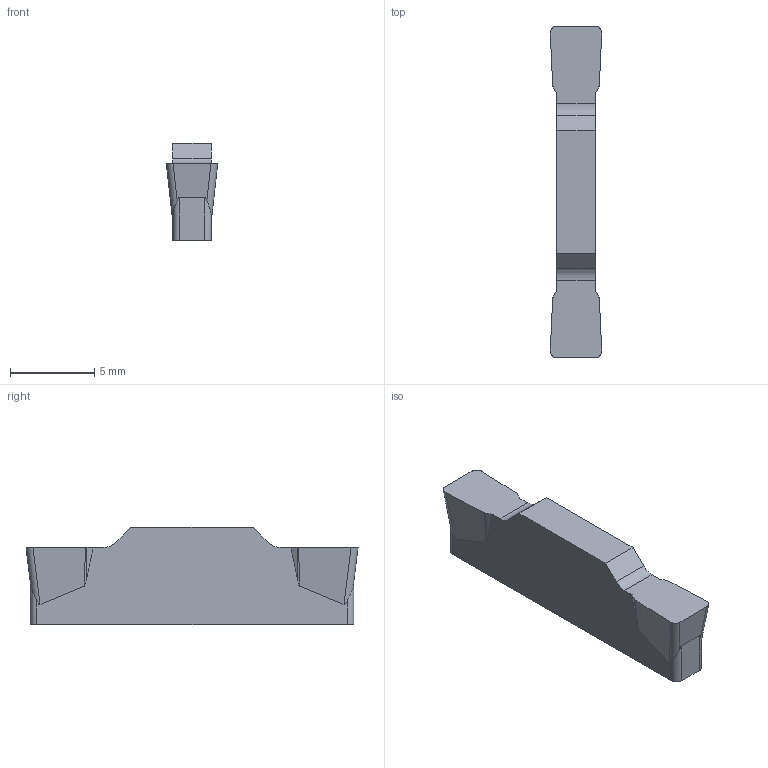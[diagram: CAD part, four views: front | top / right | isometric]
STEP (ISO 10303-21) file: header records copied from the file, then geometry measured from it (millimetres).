
FILE_DESCRIPTION(/* description */ (''),/* implementation_level */ '2;1');
FILE_NAME(/* name */ 'n123g2-0300-0004-tm-4325_cut_20190521_161433_1.stp',/* time_stamp */ '2019-05-21T16:15:43+02:00',/* author */ (''),/* organization */ ('SMS'),/* preprocessor_version */ 'ST-DEVELOPER v15',/* originating_system */ 'SIEMENS PLM Software NX 8.5',/* authorisation */ '');
FILE_SCHEMA (('AUTOMOTIVE_DESIGN { 1 0 10303 214 3 1 1 1 }'));
Length unit declared in the file: millimetre
Products named in the file (1): N123G2-0300-0004-TM-4325_CUT_20190521_161433_1
Bounding box: 3.05 x 19.72 x 5.76 mm (x, y, z)
Volume: 232.7 mm3; surface area: 314.2 mm2
Topology: 1 solids, 1 shells, 34 faces, 97 edges, 67 vertices
Faces by surface type: plane 20, cylinder 10, bspline 4
Entity records: 1288 total; most frequent: CARTESIAN_POINT 376, ORIENTED_EDGE 192, DIRECTION 166, EDGE_CURVE 96, VERTEX_POINT 64, LINE 60, VECTOR 60, AXIS2_PLACEMENT_3D 53
